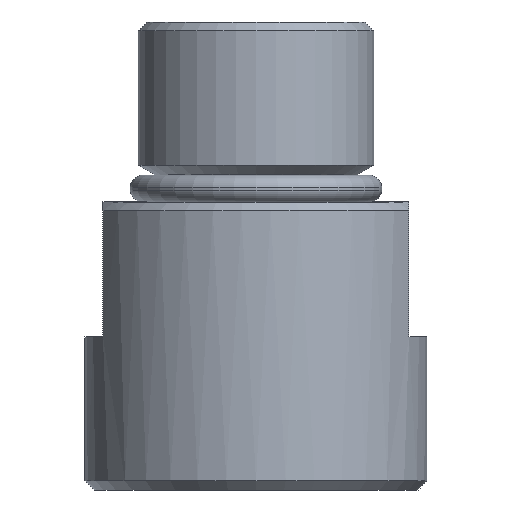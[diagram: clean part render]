
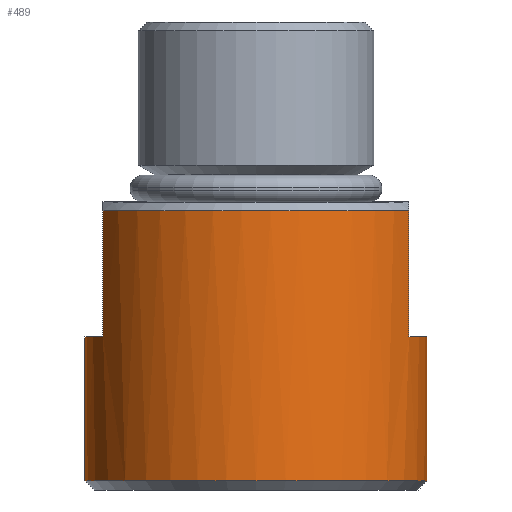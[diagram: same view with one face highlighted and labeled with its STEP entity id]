
A CAD part, front view. The second image highlights one B-rep face of the part: STEP entity #489.
In plain terms, the highlighted cylindrical face has radius 9.5 mm (diameter 19 mm), a partial arc.
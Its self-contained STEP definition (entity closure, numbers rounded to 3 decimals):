
#63 = DIRECTION ( 'NONE',  ( -1., 0., 0. ) ) ;
#74 = CARTESIAN_POINT ( 'NONE',  ( 0., 0., 0. ) ) ;
#100 = VERTEX_POINT ( 'NONE', #339 ) ;
#123 = ORIENTED_EDGE ( 'NONE', *, *, #1651, .T. ) ;
#174 = ORIENTED_EDGE ( 'NONE', *, *, #1813, .F. ) ;
#188 = ORIENTED_EDGE ( 'NONE', *, *, #407, .T. ) ;
#224 = CIRCLE ( 'NONE', #1305, 9.5 ) ;
#230 = CARTESIAN_POINT ( 'NONE',  ( -8.5, -4.243, 0. ) ) ;
#249 = DIRECTION ( 'NONE',  ( 0., 0., -1. ) ) ;
#327 = LINE ( 'NONE', #1373, #1521 ) ;
#339 = CARTESIAN_POINT ( 'NONE',  ( 9.5, 0., -25.5 ) ) ;
#364 = DIRECTION ( 'NONE',  ( 1., 0., 0. ) ) ;
#377 = DIRECTION ( 'NONE',  ( 0., 0., 1. ) ) ;
#405 = DIRECTION ( 'NONE',  ( 0., 0., 1. ) ) ;
#407 = EDGE_CURVE ( 'NONE', #100, #1673, #1352, .T. ) ;
#451 = VERTEX_POINT ( 'NONE', #1370 ) ;
#457 = AXIS2_PLACEMENT_3D ( 'NONE', #74, #377, #1794 ) ;
#478 = CARTESIAN_POINT ( 'NONE',  ( 0., 0., -10.5 ) ) ;
#489 = ADVANCED_FACE ( 'Defeature ausgef�hrt1_3', ( #1233 ), #1390, .T. ) ;
#511 = CARTESIAN_POINT ( 'NONE',  ( 9.5, 0., -17.5 ) ) ;
#527 = EDGE_CURVE ( 'Defeature ausgef�hrt1_7+Defeature ausgef�hrt1_3+Defeature ausgef�hrt1_6+Defeature ausgef�hrt1_6', #733, #1673, #1773, .T. ) ;
#580 = ORIENTED_EDGE ( 'NONE', *, *, #923, .F. ) ;
#583 = DIRECTION ( 'NONE',  ( 0., 0., 1. ) ) ;
#698 = VERTEX_POINT ( 'NONE', #1647 ) ;
#733 = VERTEX_POINT ( 'NONE', #960 ) ;
#762 = ORIENTED_EDGE ( 'NONE', *, *, #1743, .T. ) ;
#763 = DIRECTION ( 'NONE',  ( 0., 0., 1. ) ) ;
#793 = LINE ( 'NONE', #1854, #1348 ) ;
#869 = DIRECTION ( 'NONE',  ( 1., 0., 0. ) ) ;
#882 = CARTESIAN_POINT ( 'NONE',  ( 9.5, 0., 0. ) ) ;
#923 = EDGE_CURVE ( 'NONE', #1786, #451, #793, .T. ) ;
#955 = AXIS2_PLACEMENT_3D ( 'NONE', #1114, #1398, #63 ) ;
#960 = CARTESIAN_POINT ( 'NONE',  ( 8.5, -4.243, -17.5 ) ) ;
#971 = VERTEX_POINT ( 'NONE', #1874 ) ;
#994 = VECTOR ( 'NONE', #1315, 1000. ) ;
#995 = EDGE_LOOP ( 'NONE', ( #580, #1774, #188, #1712, #123, #174, #762, #1110 ) ) ;
#1000 = LINE ( 'NONE', #230, #1277 ) ;
#1012 = CIRCLE ( 'NONE', #955, 9.5 ) ;
#1047 = CARTESIAN_POINT ( 'NONE',  ( 0., 0., -17.5 ) ) ;
#1110 = ORIENTED_EDGE ( 'NONE', *, *, #1158, .T. ) ;
#1114 = CARTESIAN_POINT ( 'NONE',  ( 0., 0., -17.5 ) ) ;
#1158 = EDGE_CURVE ( 'Defeature ausgef�hrt1_3+Defeature ausgef�hrt1_9+Defeature ausgef�hrt1_8+Defeature ausgef�hrt1_8', #698, #451, #1012, .T. ) ;
#1209 = CARTESIAN_POINT ( 'NONE',  ( 8.5, -4.243, -10.5 ) ) ;
#1233 = FACE_OUTER_BOUND ( 'NONE', #995, .T. ) ;
#1277 = VECTOR ( 'NONE', #249, 1000. ) ;
#1305 = AXIS2_PLACEMENT_3D ( 'NONE', #1717, #405, #1432 ) ;
#1315 = DIRECTION ( 'NONE',  ( 0., 0., 1. ) ) ;
#1348 = VECTOR ( 'NONE', #763, 1000. ) ;
#1352 = LINE ( 'NONE', #882, #994 ) ;
#1370 = CARTESIAN_POINT ( 'NONE',  ( -9.5, 0., -17.5 ) ) ;
#1373 = CARTESIAN_POINT ( 'NONE',  ( 8.5, -4.243, 0. ) ) ;
#1390 = CYLINDRICAL_SURFACE ( 'NONE', #457, 9.5 ) ;
#1395 = VERTEX_POINT ( 'NONE', #1209 ) ;
#1398 = DIRECTION ( 'NONE',  ( 0., 0., -1. ) ) ;
#1432 = DIRECTION ( 'NONE',  ( 1., 0., 0. ) ) ;
#1486 = DIRECTION ( 'NONE',  ( 0., 0., 1. ) ) ;
#1521 = VECTOR ( 'NONE', #1798, 1000. ) ;
#1618 = AXIS2_PLACEMENT_3D ( 'NONE', #1047, #583, #869 ) ;
#1630 = AXIS2_PLACEMENT_3D ( 'NONE', #478, #1486, #364 ) ;
#1647 = CARTESIAN_POINT ( 'NONE',  ( -8.5, -4.243, -17.5 ) ) ;
#1651 = EDGE_CURVE ( 'Defeature ausgef�hrt1_3+Defeature ausgef�hrt1_6+Defeature ausgef�hrt1_7+Defeature ausgef�hrt1_2', #733, #1395, #327, .T. ) ;
#1673 = VERTEX_POINT ( 'NONE', #511 ) ;
#1712 = ORIENTED_EDGE ( 'NONE', *, *, #527, .F. ) ;
#1717 = CARTESIAN_POINT ( 'NONE',  ( 0., 0., -25.5 ) ) ;
#1733 = EDGE_CURVE ( 'Defeature ausgef�hrt1_3+Defeature ausgef�hrt1_4+Defeature ausgef�hrt1_4+Defeature ausgef�hrt1_4', #1786, #100, #224, .T. ) ;
#1737 = CARTESIAN_POINT ( 'NONE',  ( -9.5, 0., -25.5 ) ) ;
#1743 = EDGE_CURVE ( 'Defeature ausgef�hrt1_3+Defeature ausgef�hrt1_8+Defeature ausgef�hrt1_2+Defeature ausgef�hrt1_9', #971, #698, #1000, .T. ) ;
#1773 = CIRCLE ( 'NONE', #1618, 9.5 ) ;
#1774 = ORIENTED_EDGE ( 'NONE', *, *, #1733, .T. ) ;
#1786 = VERTEX_POINT ( 'NONE', #1737 ) ;
#1794 = DIRECTION ( 'NONE',  ( 1., 0., 0. ) ) ;
#1798 = DIRECTION ( 'NONE',  ( 0., 0., 1. ) ) ;
#1813 = EDGE_CURVE ( 'Defeature ausgef�hrt1_2+Defeature ausgef�hrt1_3+Defeature ausgef�hrt1_8+Defeature ausgef�hrt1_6', #971, #1395, #1818, .T. ) ;
#1818 = CIRCLE ( 'NONE', #1630, 9.5 ) ;
#1854 = CARTESIAN_POINT ( 'NONE',  ( -9.5, 0., 0. ) ) ;
#1874 = CARTESIAN_POINT ( 'NONE',  ( -8.5, -4.243, -10.5 ) ) ;
